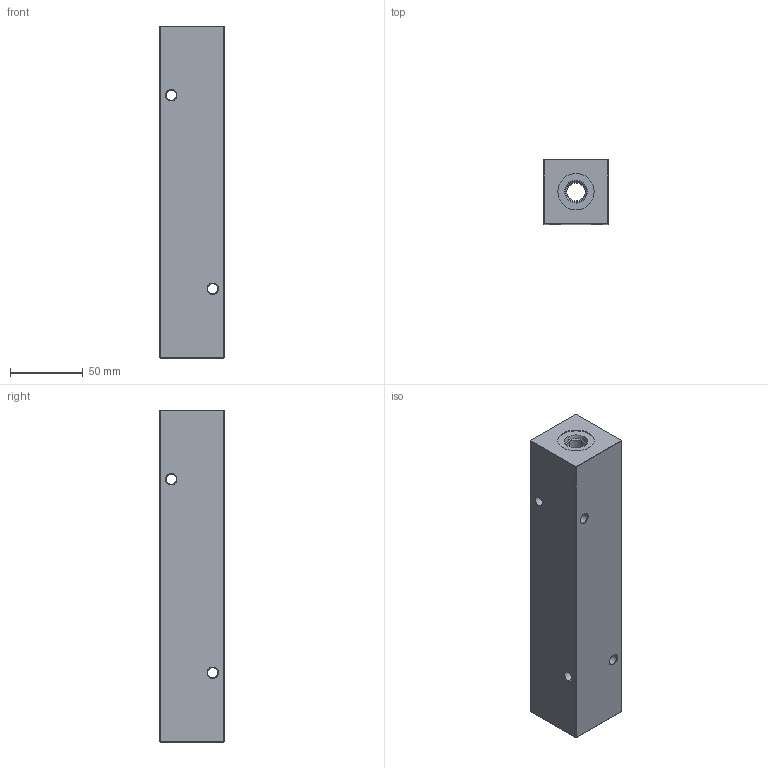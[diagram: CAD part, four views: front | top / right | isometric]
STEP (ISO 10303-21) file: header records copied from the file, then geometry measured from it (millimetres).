
FILE_DESCRIPTION (( 'STEP AP203' ), '1' );
FILE_NAME ('HM-5-0-S-6-4.STEP', '2020-09-28T21:55:25', ( '' ), ( '' ), 'SwSTEP 2.0', 'SolidWorks 2019', '' );
FILE_SCHEMA (( 'CONFIG_CONTROL_DESIGN' ));
Length unit declared in the file: inch
Products named in the file (1): HM-5-0-S-6-4
Bounding box: 44.45 x 44.45 x 228.6 mm (x, y, z)
Volume: 407304.5 mm3; surface area: 58644 mm2
Topology: 1 solids, 1 shells, 538 faces, 1383 edges, 888 vertices
Faces by surface type: plane 239, bspline 185, cone 58, cylinder 56
Entity records: 25330 total; most frequent: CARTESIAN_POINT 13409, ORIENTED_EDGE 2766, DIRECTION 1821, EDGE_CURVE 1383, VERTEX_POINT 888, LINE 841, VECTOR 841, EDGE_LOOP 603
